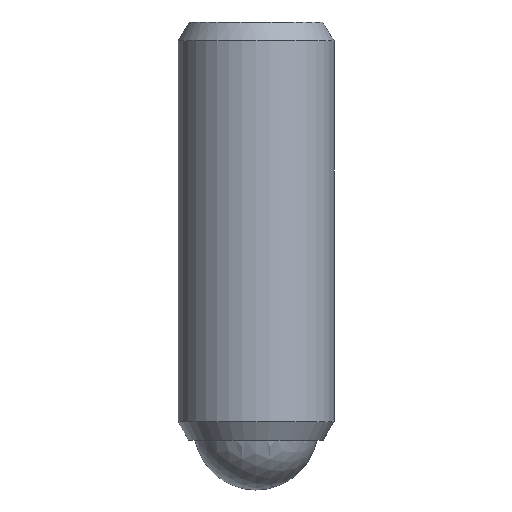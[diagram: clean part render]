
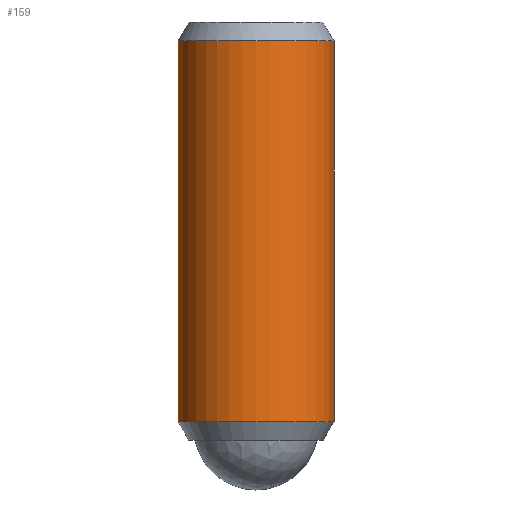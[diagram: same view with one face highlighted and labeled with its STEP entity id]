
A CAD part, front view. The second image highlights one B-rep face of the part: STEP entity #159.
In plain terms, the highlighted cylindrical face has radius 2.07 mm (diameter 4.14 mm), a partial arc.
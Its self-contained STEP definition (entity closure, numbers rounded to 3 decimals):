
#91=EDGE_CURVE('',#93,#141,#235,.T.);
#93=VERTEX_POINT('',#237);
#99=EDGE_CURVE('',#203,#167,#243,.T.);
#127=EDGE_CURVE('',#141,#167,#275,.T.);
#135=EDGE_CURVE('',#203,#93,#284,.T.);
#141=VERTEX_POINT('',#290);
#159=ADVANCED_FACE('',(#311),#312,.T.);
#167=VERTEX_POINT('',#320);
#203=VERTEX_POINT('',#360);
#235=CIRCLE('',#384,2.07);
#237=CARTESIAN_POINT('',(-2.07,0.,1.817));
#243=CIRCLE('',#394,2.07);
#275=LINE('',#456,#457);
#284=LINE('',#469,#470);
#290=CARTESIAN_POINT('',(2.07,0.,1.817));
#311=FACE_OUTER_BOUND('',#512,.T.);
#312=CYLINDRICAL_SURFACE('',#513,2.07);
#320=CARTESIAN_POINT('',(2.07,0.,11.923));
#360=CARTESIAN_POINT('',(-2.07,0.,11.923));
#384=AXIS2_PLACEMENT_3D('',#603,#604,#605);
#394=AXIS2_PLACEMENT_3D('',#609,#610,#611);
#456=CARTESIAN_POINT('',(2.07,0.,6.87));
#457=VECTOR('',#645,1.0);
#469=CARTESIAN_POINT('',(-2.07,0.,6.87));
#470=VECTOR('',#655,1.0);
#512=EDGE_LOOP('',(#695,#696,#697,#698));
#513=AXIS2_PLACEMENT_3D('',#699,#700,#701);
#603=CARTESIAN_POINT('',(0.,0.0,1.817));
#604=DIRECTION('',(0.,0.0,1.0));
#605=DIRECTION('',(1.0,0.,0.));
#609=CARTESIAN_POINT('',(0.,0.0,11.923));
#610=DIRECTION('',(0.,0.0,1.0));
#611=DIRECTION('',(1.0,0.,0.));
#645=DIRECTION('',(0.,0.0,1.0));
#655=DIRECTION('',(0.,-0.0,-1.0));
#695=ORIENTED_EDGE('',*,*,#127,.T.);
#696=ORIENTED_EDGE('',*,*,#99,.F.);
#697=ORIENTED_EDGE('',*,*,#135,.T.);
#698=ORIENTED_EDGE('',*,*,#91,.T.);
#699=CARTESIAN_POINT('',(0.,0.0,6.87));
#700=DIRECTION('',(0.,-0.0,-1.0));
#701=DIRECTION('',(1.0,0.,0.));
